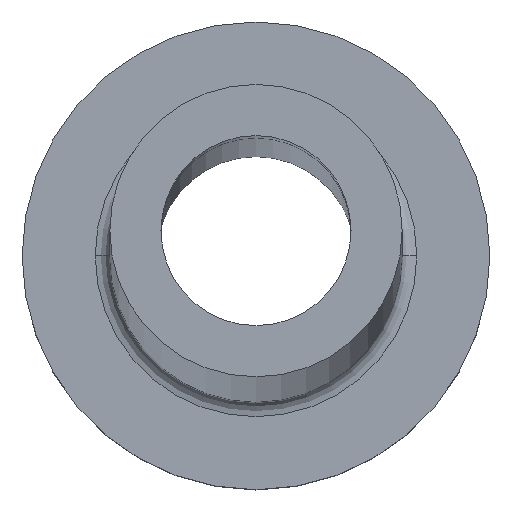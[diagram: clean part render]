
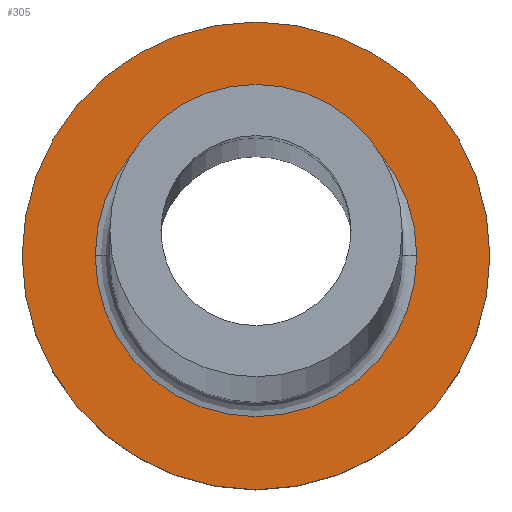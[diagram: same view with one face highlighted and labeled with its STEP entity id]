
A CAD part, top view. The second image highlights one B-rep face of the part: STEP entity #305.
In plain terms, the highlighted planar face has unit normal (0, 0, 1).
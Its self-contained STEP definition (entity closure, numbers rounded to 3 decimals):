
#9 = DIRECTION ( 'NONE',  ( 0., 0., 1. ) ) ;
#18 = DIRECTION ( 'NONE',  ( 0., 0., 1. ) ) ;
#35 = VERTEX_POINT ( 'NONE', #402 ) ;
#44 = CARTESIAN_POINT ( 'NONE',  ( 0., 0., 5. ) ) ;
#51 = CIRCLE ( 'NONE', #368, 5.5 ) ;
#53 = DIRECTION ( 'NONE',  ( 1., 0., 0. ) ) ;
#55 = CARTESIAN_POINT ( 'NONE',  ( 0., 0., 5. ) ) ;
#82 = CARTESIAN_POINT ( 'NONE',  ( 0., 0., 5. ) ) ;
#86 = DIRECTION ( 'NONE',  ( 1., 0., 0. ) ) ;
#99 = PLANE ( 'NONE',  #409 ) ;
#100 = ORIENTED_EDGE ( 'NONE', *, *, #161, .T. ) ;
#111 = EDGE_CURVE ( 'NONE', #461, #35, #51, .T. ) ;
#118 = DIRECTION ( 'NONE',  ( 1., 0., 0. ) ) ;
#125 = EDGE_CURVE ( 'NONE', #358, #176, #348, .T. ) ;
#129 = FACE_BOUND ( 'NONE', #338, .T. ) ;
#134 = EDGE_CURVE ( 'NONE', #176, #358, #262, .T. ) ;
#151 = DIRECTION ( 'NONE',  ( 1., 0., 0. ) ) ;
#161 = EDGE_CURVE ( 'NONE', #35, #461, #237, .T. ) ;
#163 = AXIS2_PLACEMENT_3D ( 'NONE', #44, #9, #86 ) ;
#176 = VERTEX_POINT ( 'NONE', #344 ) ;
#184 = CARTESIAN_POINT ( 'NONE',  ( 0., 0., 5. ) ) ;
#221 = DIRECTION ( 'NONE',  ( 0., 0., -1. ) ) ;
#234 = ORIENTED_EDGE ( 'NONE', *, *, #134, .T. ) ;
#237 = CIRCLE ( 'NONE', #400, 5.5 ) ;
#248 = EDGE_LOOP ( 'NONE', ( #458, #234 ) ) ;
#262 = CIRCLE ( 'NONE', #444, 8. ) ;
#269 = DIRECTION ( 'NONE',  ( 1., 0., 0. ) ) ;
#302 = CARTESIAN_POINT ( 'NONE',  ( -8., 0., 5. ) ) ;
#303 = FACE_OUTER_BOUND ( 'NONE', #248, .T. ) ;
#305 = ADVANCED_FACE ( 'NONE', ( #129, #303 ), #99, .T. ) ;
#327 = DIRECTION ( 'NONE',  ( 0., 0., -1. ) ) ;
#333 = DIRECTION ( 'NONE',  ( 0., 0., 1. ) ) ;
#338 = EDGE_LOOP ( 'NONE', ( #353, #100 ) ) ;
#344 = CARTESIAN_POINT ( 'NONE',  ( 8., 0., 5. ) ) ;
#348 = CIRCLE ( 'NONE', #163, 8. ) ;
#353 = ORIENTED_EDGE ( 'NONE', *, *, #111, .T. ) ;
#358 = VERTEX_POINT ( 'NONE', #302 ) ;
#368 = AXIS2_PLACEMENT_3D ( 'NONE', #82, #221, #118 ) ;
#379 = CARTESIAN_POINT ( 'NONE',  ( 5.5, 0., 5. ) ) ;
#400 = AXIS2_PLACEMENT_3D ( 'NONE', #184, #327, #151 ) ;
#402 = CARTESIAN_POINT ( 'NONE',  ( -5.5, 0., 5. ) ) ;
#409 = AXIS2_PLACEMENT_3D ( 'NONE', #55, #18, #269 ) ;
#439 = CARTESIAN_POINT ( 'NONE',  ( 0., 0., 5. ) ) ;
#444 = AXIS2_PLACEMENT_3D ( 'NONE', #439, #333, #53 ) ;
#458 = ORIENTED_EDGE ( 'NONE', *, *, #125, .T. ) ;
#461 = VERTEX_POINT ( 'NONE', #379 ) ;
